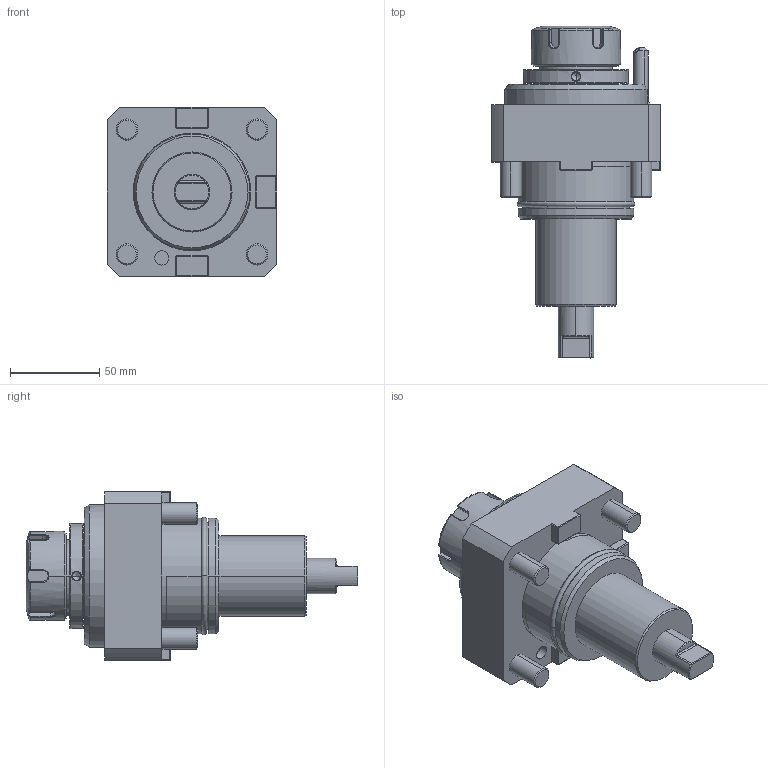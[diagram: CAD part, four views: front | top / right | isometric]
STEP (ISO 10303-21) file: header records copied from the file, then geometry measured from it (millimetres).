
FILE_DESCRIPTION((''),'2;1');
FILE_NAME('NGT2_65_101_32_1_EM2','2023-09-25T',('vali'),('NOVA GRUP'),'PRO/ENGINEER BY PARAMETRIC TECHNOLOGY CORPORATION, 2010280','PRO/ENGINEER BY PARAMETRIC TECHNOLOGY CORPORATION, 2010280','');
FILE_SCHEMA(('CONFIG_CONTROL_DESIGN'));
Length unit declared in the file: millimetre
Products named in the file (1): NGT2_65_101_32_1_EM2
Bounding box: 95 x 186.3 x 95 mm (x, y, z)
Volume: 609710.1 mm3; surface area: 64733.3 mm2
Topology: 2 solids, 2 shells, 269 faces, 680 edges, 426 vertices
Faces by surface type: plane 115, cylinder 66, cone 44, bspline 28, torus 14, sphere 2
Entity records: 11720 total; most frequent: CARTESIAN_POINT 5500, ORIENTED_EDGE 1344, DIRECTION 1181, EDGE_CURVE 672, VERTEX_POINT 426, AXIS2_PLACEMENT_3D 422, VECTOR 337, LINE 337
